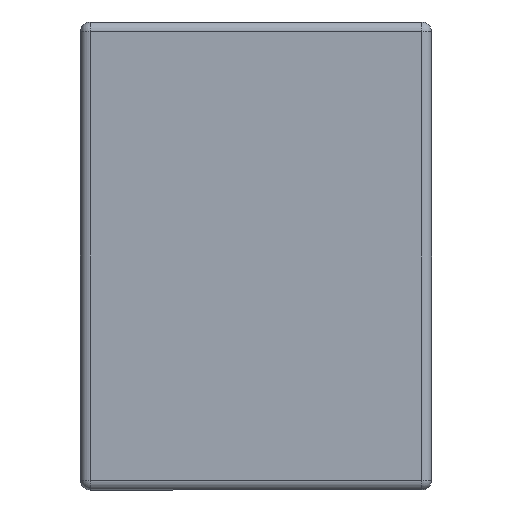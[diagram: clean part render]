
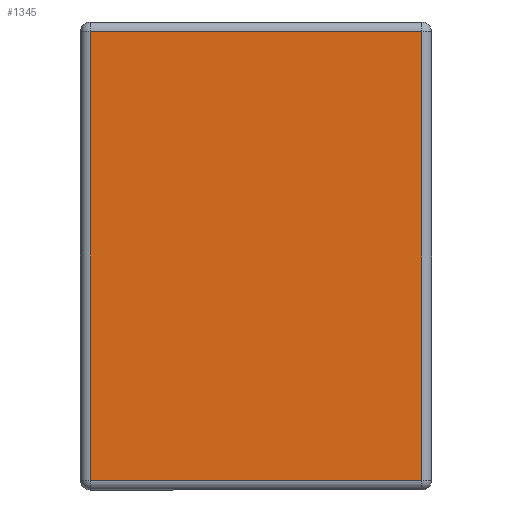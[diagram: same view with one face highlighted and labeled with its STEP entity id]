
A CAD part, left-side view. The second image highlights one B-rep face of the part: STEP entity #1345.
In plain terms, the highlighted planar face has unit normal (-1, 0, 0).
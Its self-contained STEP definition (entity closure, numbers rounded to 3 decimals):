
#43 = ORIENTED_EDGE ( 'NONE', *, *, #91, .T. ) ;
#91 = EDGE_CURVE ( 'NONE', #3918, #2335, #3836, .T. ) ;
#306 = CARTESIAN_POINT ( 'NONE',  ( 0., 0.037, -0.037 ) ) ;
#323 = EDGE_CURVE ( 'NONE', #2335, #789, #1082, .T. ) ;
#767 = VECTOR ( 'NONE', #3051, 1000. ) ;
#789 = VERTEX_POINT ( 'NONE', #4210 ) ;
#835 = DIRECTION ( 'NONE',  ( 0., 0., -1. ) ) ;
#1082 = LINE ( 'NONE', #4265, #3891 ) ;
#1087 = CARTESIAN_POINT ( 'NONE',  ( 0., 1.313, -1.8 ) ) ;
#1293 = CARTESIAN_POINT ( 'NONE',  ( 0., 0., 0. ) ) ;
#1345 = ADVANCED_FACE ( 'NONE', ( #1744 ), #1637, .T. ) ;
#1545 = VERTEX_POINT ( 'NONE', #1816 ) ;
#1562 = EDGE_LOOP ( 'NONE', ( #4633, #43, #2102, #1568 ) ) ;
#1568 = ORIENTED_EDGE ( 'NONE', *, *, #3177, .T. ) ;
#1571 = DIRECTION ( 'NONE',  ( 0., -1., 0. ) ) ;
#1633 = EDGE_CURVE ( 'NONE', #1545, #3918, #4133, .T. ) ;
#1637 = PLANE ( 'NONE',  #2300 ) ;
#1652 = DIRECTION ( 'NONE',  ( -1., 0., 0. ) ) ;
#1692 = DIRECTION ( 'NONE',  ( 0., 0., 1. ) ) ;
#1744 = FACE_OUTER_BOUND ( 'NONE', #1562, .T. ) ;
#1816 = CARTESIAN_POINT ( 'NONE',  ( 0., 1.313, -1.763 ) ) ;
#2102 = ORIENTED_EDGE ( 'NONE', *, *, #323, .T. ) ;
#2300 = AXIS2_PLACEMENT_3D ( 'NONE', #1293, #1652, #1692 ) ;
#2335 = VERTEX_POINT ( 'NONE', #306 ) ;
#2502 = LINE ( 'NONE', #1087, #4640 ) ;
#2858 = VECTOR ( 'NONE', #1571, 1000. ) ;
#3051 = DIRECTION ( 'NONE',  ( 0., 0., 1. ) ) ;
#3177 = EDGE_CURVE ( 'NONE', #789, #1545, #2502, .T. ) ;
#3754 = CARTESIAN_POINT ( 'NONE',  ( 0., 0., -1.763 ) ) ;
#3836 = LINE ( 'NONE', #4116, #767 ) ;
#3891 = VECTOR ( 'NONE', #3898, 1000. ) ;
#3898 = DIRECTION ( 'NONE',  ( 0., 1., 0. ) ) ;
#3918 = VERTEX_POINT ( 'NONE', #4454 ) ;
#4116 = CARTESIAN_POINT ( 'NONE',  ( 0., 0.037, 0. ) ) ;
#4133 = LINE ( 'NONE', #3754, #2858 ) ;
#4210 = CARTESIAN_POINT ( 'NONE',  ( 0., 1.313, -0.037 ) ) ;
#4265 = CARTESIAN_POINT ( 'NONE',  ( 0., 1.35, -0.037 ) ) ;
#4454 = CARTESIAN_POINT ( 'NONE',  ( 0., 0.037, -1.763 ) ) ;
#4633 = ORIENTED_EDGE ( 'NONE', *, *, #1633, .T. ) ;
#4640 = VECTOR ( 'NONE', #835, 1000. ) ;
